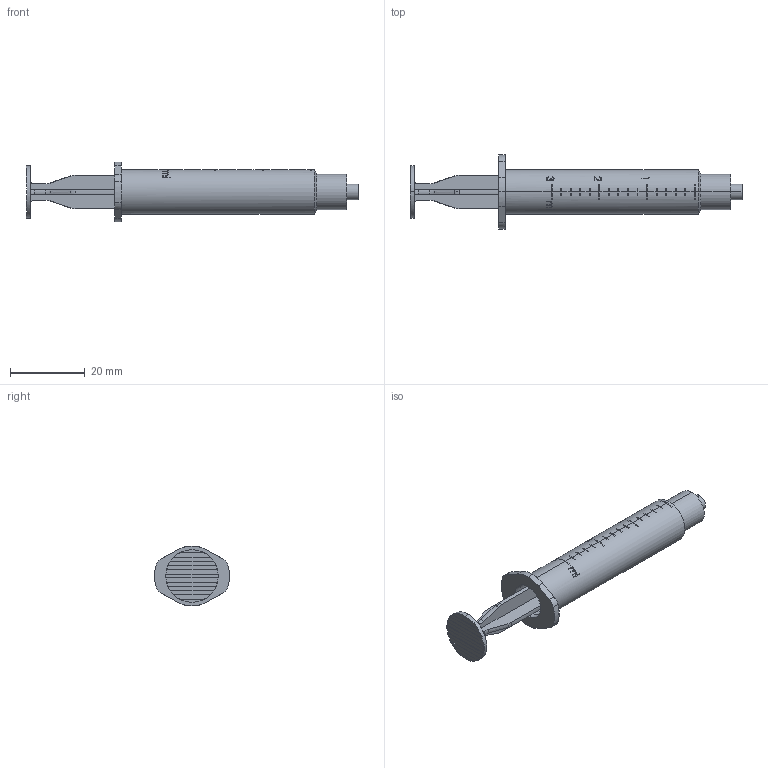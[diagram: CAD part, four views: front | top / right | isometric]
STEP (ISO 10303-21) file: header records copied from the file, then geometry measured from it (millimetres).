
FILE_DESCRIPTION (( 'STEP AP214' ), '1' );
FILE_NAME ('Syringe 3 ml.STEP', '2022-03-12T21:09:13', ( '' ), ( '' ), 'SwSTEP 2.0', 'SolidWorks 2017', '' );
FILE_SCHEMA (( 'AUTOMOTIVE_DESIGN' ));
Length unit declared in the file: millimetre
Products named in the file (4): Rubber tampon_3ml; Syringe 3 ml; Syringe_cylinder_3ml; Syringe_piston_3ml
Assembly tree (3 placements, depth 2):
  Syringe 3 ml
    Syringe_cylinder_3ml
    Rubber tampon_3ml
    Syringe_piston_3ml
Bounding box: 88.71 x 20 x 16 mm (x, y, z)
Volume: 4192.2 mm3; surface area: 7851.5 mm2
Topology: 3 solids, 3 shells, 476 faces, 1315 edges, 844 vertices
Faces by surface type: plane 235, cylinder 97, bspline 83, cone 41, torus 20
Entity records: 23542 total; most frequent: CARTESIAN_POINT 10692, ORIENTED_EDGE 2618, DIRECTION 1897, EDGE_CURVE 1309, VERTEX_POINT 844, AXIS2_PLACEMENT_3D 707, EDGE_LOOP 511, B_SPLINE_CURVE_WITH_KNOTS 501
